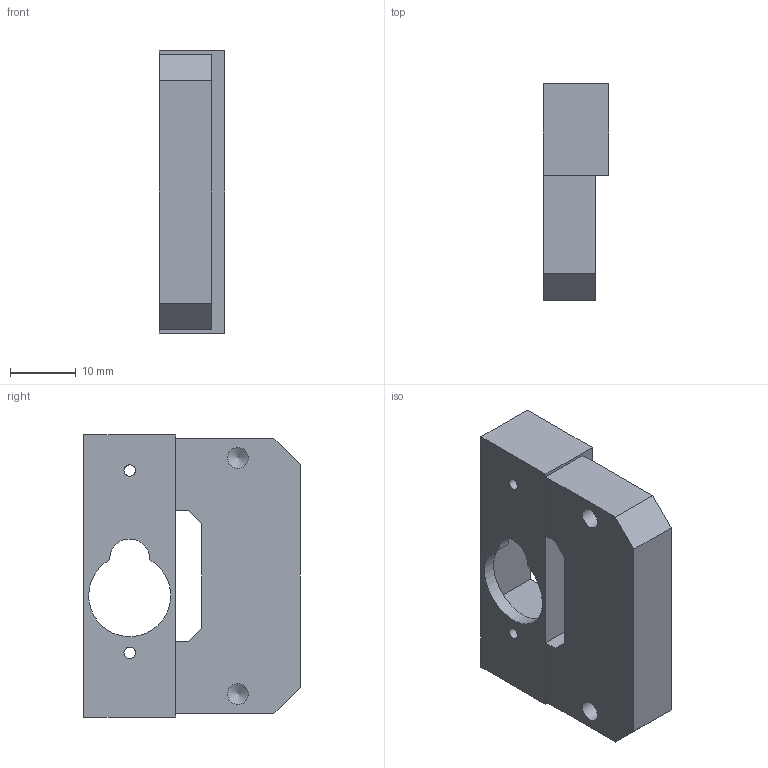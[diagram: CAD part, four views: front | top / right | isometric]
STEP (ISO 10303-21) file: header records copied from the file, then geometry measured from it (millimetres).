
FILE_DESCRIPTION(('FreeCAD Model'),'2;1');
FILE_NAME('Open CASCADE Shape Model','2025-08-25T16:50:04',(''),(''), 'Open CASCADE STEP processor 7.8','FreeCAD','Unknown');
FILE_SCHEMA(('AUTOMOTIVE_DESIGN { 1 0 10303 214 1 1 1 1 }'));
Length unit declared in the file: millimetre
Products named in the file (1): ServoHolder
Bounding box: 10 x 33 x 43 mm (x, y, z)
Volume: 8661.5 mm3; surface area: 5207.3 mm2
Topology: 1 solids, 1 shells, 36 faces, 93 edges, 60 vertices
Faces by surface type: plane 25, cylinder 9, cone 2
Full cylindrical faces by diameter (mm): 1.75 x3, 3.2 x2, 4 x2
Entity records: 1343 total; most frequent: CARTESIAN_POINT 418, ORIENTED_EDGE 182, DIRECTION 179, EDGE_CURVE 91, LINE 73, VECTOR 73, VERTEX_POINT 60, AXIS2_PLACEMENT_3D 53
